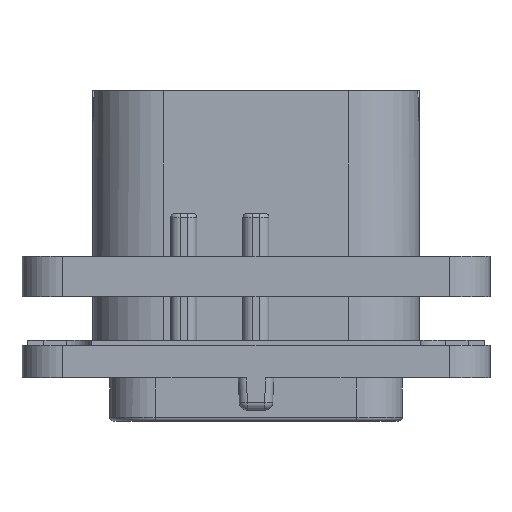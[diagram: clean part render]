
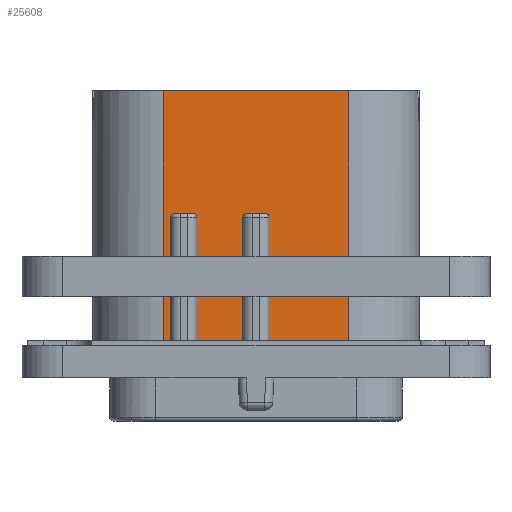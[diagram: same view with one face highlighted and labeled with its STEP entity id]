
A CAD part, front view. The second image highlights one B-rep face of the part: STEP entity #25608.
In plain terms, the highlighted planar face has unit normal (0, -1, 0).
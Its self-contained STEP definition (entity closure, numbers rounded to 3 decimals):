
#1176=DIRECTION('',(1.,0.,0.));
#1177=VECTOR('',#1176,11.4);
#1178=CARTESIAN_POINT('',(-5.7,-9.,17.67));
#1179=LINE('',#1178,#1177);
#5119=DIRECTION('',(1.,0.,0.));
#5120=VECTOR('',#5119,0.45);
#5121=CARTESIAN_POINT('',(-5.7,-9.,2.));
#5122=LINE('',#5121,#5120);
#5131=CARTESIAN_POINT('',(-5.,-9.,9.87));
#5132=DIRECTION('',(0.,1.,0.));
#5133=DIRECTION('',(-1.,0.,0.));
#5134=AXIS2_PLACEMENT_3D('',#5131,#5132,#5133);
#5163=CARTESIAN_POINT('',(-3.9,-9.,9.87));
#5164=DIRECTION('',(0.,1.,0.));
#5165=DIRECTION('',(0.,0.,1.));
#5166=AXIS2_PLACEMENT_3D('',#5163,#5164,#5165);
#5176=DIRECTION('',(0.,0.,1.));
#5177=VECTOR('',#5176,7.87);
#5178=CARTESIAN_POINT('',(0.8,-9.,2.));
#5179=LINE('',#5178,#5177);
#5180=DIRECTION('',(1.,0.,0.));
#5181=VECTOR('',#5180,1.1);
#5182=CARTESIAN_POINT('',(-0.55,-9.,10.12));
#5183=LINE('',#5182,#5181);
#5184=DIRECTION('',(0.,0.,1.));
#5185=VECTOR('',#5184,7.87);
#5186=CARTESIAN_POINT('',(-0.8,-9.,2.));
#5187=LINE('',#5186,#5185);
#5188=DIRECTION('',(0.,0.,1.));
#5189=VECTOR('',#5188,7.87);
#5190=CARTESIAN_POINT('',(-3.65,-9.,2.));
#5191=LINE('',#5190,#5189);
#5192=DIRECTION('',(1.,0.,0.));
#5193=VECTOR('',#5192,1.1);
#5194=CARTESIAN_POINT('',(-5.,-9.,10.12));
#5195=LINE('',#5194,#5193);
#5196=DIRECTION('',(0.,0.,1.));
#5197=VECTOR('',#5196,7.87);
#5198=CARTESIAN_POINT('',(-5.25,-9.,2.));
#5199=LINE('',#5198,#5197);
#5200=DIRECTION('',(0.,0.,-1.));
#5201=VECTOR('',#5200,15.67);
#5202=CARTESIAN_POINT('',(-5.7,-9.,17.67));
#5203=LINE('',#5202,#5201);
#5204=DIRECTION('',(0.,0.,-1.));
#5205=VECTOR('',#5204,15.67);
#5206=CARTESIAN_POINT('',(5.7,-9.,17.67));
#5207=LINE('',#5206,#5205);
#5221=CARTESIAN_POINT('',(0.55,-9.,9.87));
#5222=DIRECTION('',(0.,1.,0.));
#5223=DIRECTION('',(0.,0.,1.));
#5224=AXIS2_PLACEMENT_3D('',#5221,#5222,#5223);
#5263=CARTESIAN_POINT('',(-0.55,-9.,9.87));
#5264=DIRECTION('',(0.,1.,0.));
#5265=DIRECTION('',(-1.,0.,0.));
#5266=AXIS2_PLACEMENT_3D('',#5263,#5264,#5265);
#5354=DIRECTION('',(1.,0.,0.));
#5355=VECTOR('',#5354,4.9);
#5356=CARTESIAN_POINT('',(0.8,-9.,2.));
#5357=LINE('',#5356,#5355);
#8934=DIRECTION('',(1.,0.,0.));
#8935=VECTOR('',#8934,2.85);
#8936=CARTESIAN_POINT('',(-3.65,-9.,2.));
#8937=LINE('',#8936,#8935);
#15878=CARTESIAN_POINT('',(-5.7,-9.,17.67));
#15879=CARTESIAN_POINT('',(-5.7,-9.,2.));
#15880=VERTEX_POINT('',#15878);
#15881=VERTEX_POINT('',#15879);
#15882=CARTESIAN_POINT('',(5.7,-9.,17.67));
#15883=CARTESIAN_POINT('',(5.7,-9.,2.));
#15884=VERTEX_POINT('',#15882);
#15885=VERTEX_POINT('',#15883);
#16040=CARTESIAN_POINT('',(-5.25,-9.,2.));
#16041=VERTEX_POINT('',#16040);
#16042=CARTESIAN_POINT('',(-3.65,-9.,2.));
#16043=CARTESIAN_POINT('',(-0.8,-9.,2.));
#16044=VERTEX_POINT('',#16042);
#16045=VERTEX_POINT('',#16043);
#16046=CARTESIAN_POINT('',(0.8,-9.,2.));
#16047=VERTEX_POINT('',#16046);
#18507=CARTESIAN_POINT('',(-3.65,-9.,9.87));
#18509=VERTEX_POINT('',#18507);
#18511=CARTESIAN_POINT('',(-3.9,-9.,10.12));
#18513=VERTEX_POINT('',#18511);
#18534=CARTESIAN_POINT('',(-5.,-9.,10.12));
#18535=VERTEX_POINT('',#18534);
#18536=CARTESIAN_POINT('',(-5.25,-9.,9.87));
#18537=VERTEX_POINT('',#18536);
#18539=CARTESIAN_POINT('',(0.8,-9.,9.87));
#18541=VERTEX_POINT('',#18539);
#18543=CARTESIAN_POINT('',(0.55,-9.,10.12));
#18545=VERTEX_POINT('',#18543);
#18546=CARTESIAN_POINT('',(-0.55,-9.,10.12));
#18548=VERTEX_POINT('',#18546);
#18550=CARTESIAN_POINT('',(-0.8,-9.,9.87));
#18552=VERTEX_POINT('',#18550);
#25578=CARTESIAN_POINT('',(-10.05,-9.,2.));
#25579=DIRECTION('',(0.,-1.,0.));
#25580=DIRECTION('',(1.,0.,0.));
#25581=AXIS2_PLACEMENT_3D('',#25578,#25579,#25580);
#25582=PLANE('',#25581);
#25584=ORIENTED_EDGE('',*,*,#25583,.T.);
#25586=ORIENTED_EDGE('',*,*,#25585,.F.);
#25588=ORIENTED_EDGE('',*,*,#25587,.F.);
#25590=ORIENTED_EDGE('',*,*,#25589,.F.);
#25592=ORIENTED_EDGE('',*,*,#25591,.F.);
#25594=ORIENTED_EDGE('',*,*,#25593,.F.);
#25595=ORIENTED_EDGE('',*,*,#25569,.T.);
#25596=ORIENTED_EDGE('',*,*,#25558,.F.);
#25597=ORIENTED_EDGE('',*,*,#25543,.F.);
#25598=ORIENTED_EDGE('',*,*,#25524,.F.);
#25599=ORIENTED_EDGE('',*,*,#25509,.F.);
#25600=ORIENTED_EDGE('',*,*,#25494,.F.);
#25601=ORIENTED_EDGE('',*,*,#19933,.F.);
#25602=ORIENTED_EDGE('',*,*,#20118,.T.);
#25603=ORIENTED_EDGE('',*,*,#20376,.T.);
#25605=ORIENTED_EDGE('',*,*,#25604,.F.);
#25606=EDGE_LOOP('',(#25584,#25586,#25588,#25590,#25592,#25594,#25595,#25596,
#25597,#25598,#25599,#25600,#25601,#25602,#25603,#25605));
#25607=FACE_OUTER_BOUND('',#25606,.F.);
#25608=ADVANCED_FACE('',(#25607),#25582,.T.);
#5135=CIRCLE('',#5134,0.25);
#5167=CIRCLE('',#5166,0.25);
#5225=CIRCLE('',#5224,0.25);
#5267=CIRCLE('',#5266,0.25);
#19933=EDGE_CURVE('',#15880,#15881,#5203,.T.);
#20118=EDGE_CURVE('',#15880,#15884,#1179,.T.);
#20376=EDGE_CURVE('',#15884,#15885,#5207,.T.);
#25494=EDGE_CURVE('',#15881,#16041,#5122,.T.);
#25509=EDGE_CURVE('',#16041,#18537,#5199,.T.);
#25524=EDGE_CURVE('',#18537,#18535,#5135,.T.);
#25543=EDGE_CURVE('',#18535,#18513,#5195,.T.);
#25558=EDGE_CURVE('',#18513,#18509,#5167,.T.);
#25569=EDGE_CURVE('',#16044,#18509,#5191,.T.);
#25583=EDGE_CURVE('',#16047,#18541,#5179,.T.);
#25585=EDGE_CURVE('',#18545,#18541,#5225,.T.);
#25587=EDGE_CURVE('',#18548,#18545,#5183,.T.);
#25589=EDGE_CURVE('',#18552,#18548,#5267,.T.);
#25591=EDGE_CURVE('',#16045,#18552,#5187,.T.);
#25593=EDGE_CURVE('',#16044,#16045,#8937,.T.);
#25604=EDGE_CURVE('',#16047,#15885,#5357,.T.);
